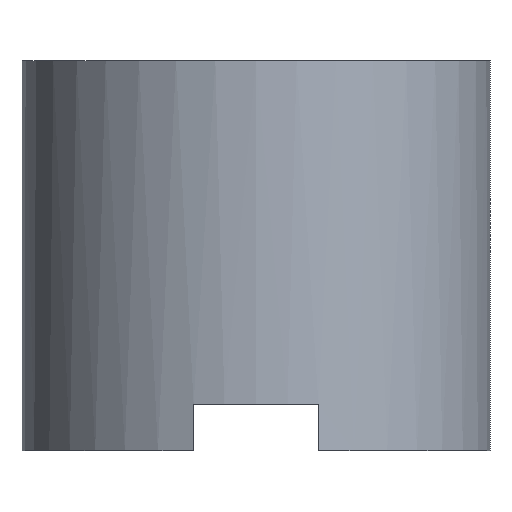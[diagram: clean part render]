
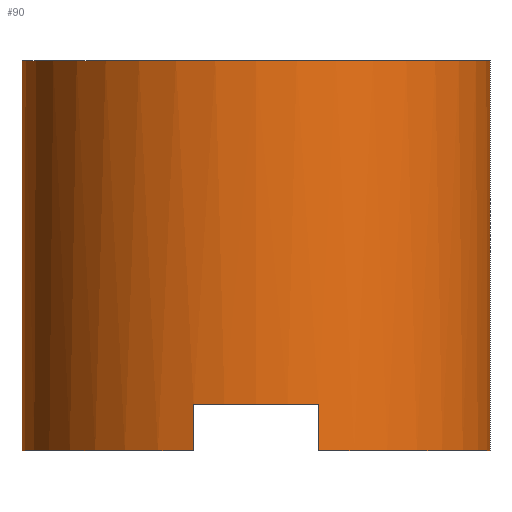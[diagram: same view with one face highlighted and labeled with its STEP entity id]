
A CAD part, left-side view. The second image highlights one B-rep face of the part: STEP entity #90.
In plain terms, the highlighted cylindrical face has radius 30 mm (diameter 60 mm), a partial arc.
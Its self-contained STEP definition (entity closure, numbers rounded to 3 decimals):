
#12 = CARTESIAN_POINT ( 'NONE',  ( -28.914, -8., -44. ) ) ;
#28 = LINE ( 'NONE', #587, #141 ) ;
#37 = VECTOR ( 'NONE', #650, 1000. ) ;
#40 = EDGE_CURVE ( 'NONE', #201, #781, #390, .T. ) ;
#42 = CARTESIAN_POINT ( 'NONE',  ( -28.914, 8., -50. ) ) ;
#44 = ORIENTED_EDGE ( 'NONE', *, *, #588, .T. ) ;
#47 = VERTEX_POINT ( 'NONE', #346 ) ;
#63 = DIRECTION ( 'NONE',  ( 0., 0., 1. ) ) ;
#82 = ORIENTED_EDGE ( 'NONE', *, *, #40, .T. ) ;
#90 = ADVANCED_FACE ( 'NONE', ( #258 ), #670, .T. ) ;
#93 = CARTESIAN_POINT ( 'NONE',  ( 0., -30., -50. ) ) ;
#95 = EDGE_CURVE ( 'NONE', #201, #555, #677, .T. ) ;
#96 = DIRECTION ( 'NONE',  ( -1., 0., 0. ) ) ;
#97 = CARTESIAN_POINT ( 'NONE',  ( 0., 30., -50. ) ) ;
#108 = ORIENTED_EDGE ( 'NONE', *, *, #664, .T. ) ;
#113 = AXIS2_PLACEMENT_3D ( 'NONE', #652, #655, #395 ) ;
#133 = DIRECTION ( 'NONE',  ( 0., 0., 1. ) ) ;
#141 = VECTOR ( 'NONE', #351, 1000. ) ;
#153 = AXIS2_PLACEMENT_3D ( 'NONE', #499, #133, #309 ) ;
#159 = CARTESIAN_POINT ( 'NONE',  ( 0., 0., -50. ) ) ;
#195 = ORIENTED_EDGE ( 'NONE', *, *, #456, .T. ) ;
#201 = VERTEX_POINT ( 'NONE', #97 ) ;
#233 = VERTEX_POINT ( 'NONE', #701 ) ;
#238 = EDGE_CURVE ( 'NONE', #786, #509, #515, .T. ) ;
#247 = AXIS2_PLACEMENT_3D ( 'NONE', #538, #776, #473 ) ;
#258 = FACE_OUTER_BOUND ( 'NONE', #374, .T. ) ;
#273 = ORIENTED_EDGE ( 'NONE', *, *, #238, .T. ) ;
#296 = VECTOR ( 'NONE', #319, 1000. ) ;
#309 = DIRECTION ( 'NONE',  ( -1., 0., 0. ) ) ;
#315 = DIRECTION ( 'NONE',  ( 1., 0., 0. ) ) ;
#319 = DIRECTION ( 'NONE',  ( 0., 0., 1. ) ) ;
#338 = LINE ( 'NONE', #464, #37 ) ;
#346 = CARTESIAN_POINT ( 'NONE',  ( -28.914, -8., -50. ) ) ;
#351 = DIRECTION ( 'NONE',  ( 0., 0., 1. ) ) ;
#367 = CARTESIAN_POINT ( 'NONE',  ( 0., 0., -50. ) ) ;
#374 = EDGE_LOOP ( 'NONE', ( #394, #273, #108, #195, #44, #434, #472, #82 ) ) ;
#390 = CIRCLE ( 'NONE', #691, 30. ) ;
#394 = ORIENTED_EDGE ( 'NONE', *, *, #570, .F. ) ;
#395 = DIRECTION ( 'NONE',  ( 1., 0., 0. ) ) ;
#428 = CIRCLE ( 'NONE', #153, 30. ) ;
#434 = ORIENTED_EDGE ( 'NONE', *, *, #550, .F. ) ;
#456 = EDGE_CURVE ( 'NONE', #47, #659, #734, .T. ) ;
#464 = CARTESIAN_POINT ( 'NONE',  ( -28.914, 8., -44. ) ) ;
#472 = ORIENTED_EDGE ( 'NONE', *, *, #95, .F. ) ;
#473 = DIRECTION ( 'NONE',  ( -1., 0., 0. ) ) ;
#499 = CARTESIAN_POINT ( 'NONE',  ( 0., 0., 0. ) ) ;
#509 = VERTEX_POINT ( 'NONE', #12 ) ;
#515 = CIRCLE ( 'NONE', #113, 30. ) ;
#521 = DIRECTION ( 'NONE',  ( 0., 0., -1. ) ) ;
#538 = CARTESIAN_POINT ( 'NONE',  ( 0., 0., -50. ) ) ;
#550 = EDGE_CURVE ( 'NONE', #555, #233, #428, .T. ) ;
#555 = VERTEX_POINT ( 'NONE', #561 ) ;
#561 = CARTESIAN_POINT ( 'NONE',  ( 0., 30., 0. ) ) ;
#564 = CARTESIAN_POINT ( 'NONE',  ( 0., 30., -50. ) ) ;
#570 = EDGE_CURVE ( 'NONE', #786, #781, #338, .T. ) ;
#584 = CARTESIAN_POINT ( 'NONE',  ( -28.914, -8., -44. ) ) ;
#587 = CARTESIAN_POINT ( 'NONE',  ( 0., -30., -50. ) ) ;
#588 = EDGE_CURVE ( 'NONE', #659, #233, #28, .T. ) ;
#644 = LINE ( 'NONE', #584, #674 ) ;
#650 = DIRECTION ( 'NONE',  ( 0., 0., -1. ) ) ;
#652 = CARTESIAN_POINT ( 'NONE',  ( 0., 0., -44. ) ) ;
#654 = DIRECTION ( 'NONE',  ( 0., 0., 1. ) ) ;
#655 = DIRECTION ( 'NONE',  ( 0., 0., 1. ) ) ;
#659 = VERTEX_POINT ( 'NONE', #93 ) ;
#664 = EDGE_CURVE ( 'NONE', #509, #47, #644, .T. ) ;
#670 = CYLINDRICAL_SURFACE ( 'NONE', #709, 30. ) ;
#674 = VECTOR ( 'NONE', #521, 1000. ) ;
#677 = LINE ( 'NONE', #564, #296 ) ;
#691 = AXIS2_PLACEMENT_3D ( 'NONE', #159, #654, #96 ) ;
#701 = CARTESIAN_POINT ( 'NONE',  ( 0., -30., 0. ) ) ;
#709 = AXIS2_PLACEMENT_3D ( 'NONE', #367, #63, #315 ) ;
#734 = CIRCLE ( 'NONE', #247, 30. ) ;
#776 = DIRECTION ( 'NONE',  ( 0., 0., 1. ) ) ;
#781 = VERTEX_POINT ( 'NONE', #42 ) ;
#785 = CARTESIAN_POINT ( 'NONE',  ( -28.914, 8., -44. ) ) ;
#786 = VERTEX_POINT ( 'NONE', #785 ) ;
